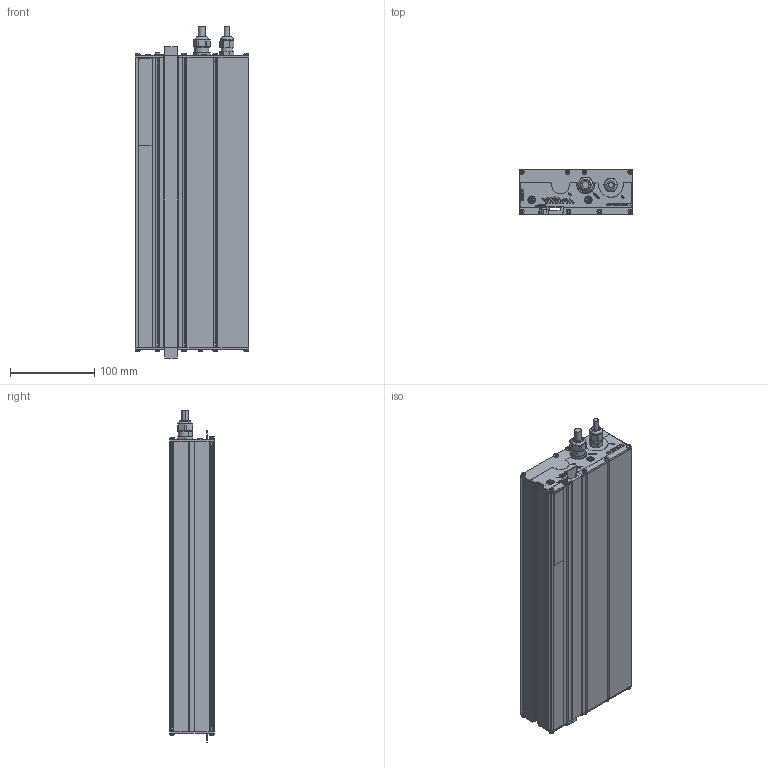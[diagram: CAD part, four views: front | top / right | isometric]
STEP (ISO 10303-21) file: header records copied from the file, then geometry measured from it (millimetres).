
FILE_DESCRIPTION (( 'STEP AP214' ), '1' );
FILE_NAME ('LIMAX33CP-01.STEP', '2016-09-01T07:32:52', ( '' ), ( '' ), 'SwSTEP 2.0', 'SolidWorks 2016', '' );
FILE_SCHEMA (( 'AUTOMOTIVE_DESIGN' ));
Length unit declared in the file: millimetre
Products named in the file (1): LIMAX33CP-01
Bounding box: 135 x 53.27 x 394.6 mm (x, y, z)
Volume: 2394306.9 mm3; surface area: 212641.1 mm2
Topology: 1 solids, 1 shells, 1601 faces, 5035 edges, 3522 vertices
Faces by surface type: cylinder 682, plane 568, cone 179, torus 148, bspline 22, sphere 2
Entity records: 73525 total; most frequent: CARTESIAN_POINT 19023, ORIENTED_EDGE 9990, DIRECTION 8450, EDGE_CURVE 4995, VERTEX_POINT 3522, AXIS2_PLACEMENT_3D 2998, VECTOR 2454, LINE 2454
